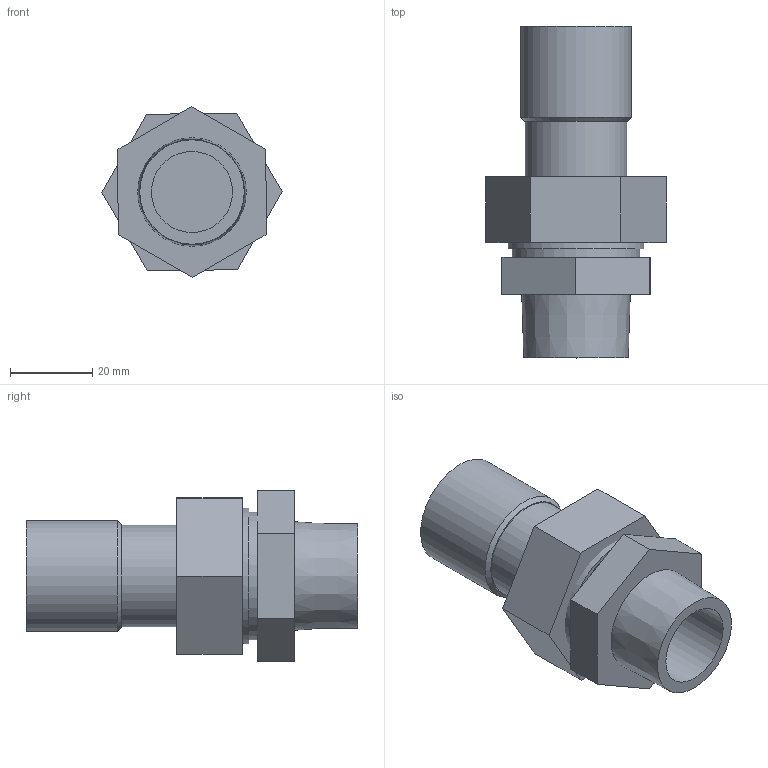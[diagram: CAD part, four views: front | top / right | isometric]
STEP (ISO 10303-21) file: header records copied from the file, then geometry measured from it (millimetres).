
FILE_DESCRIPTION(/* description */ ('Unknown'),/* implementation_level */ '2;1');
FILE_NAME(/* name */ 'F41R3-4DN22',/* time_stamp */ '2016-07-07T15:17:50+02:00',/* author */ ('Unknown'),/* organization */ ('Unknown'),/* preprocessor_version */ 'ST-DEVELOPER v16',/* originating_system */ 'DEX',/* authorisation */ $);
FILE_SCHEMA (('AUTOMOTIVE_DESIGN {1 0 10303 214 3 1 1}'));
Length unit declared in the file: millimetre
Products named in the file (4): F41R3-4DN22; TOPEUNIONDN22gen; TUERCA1_DN22gen; UNIONM3-4DN22gen
Assembly tree (3 placements, depth 2):
  F41R3-4DN22
    TOPEUNIONDN22gen
    TUERCA1_DN22gen
    UNIONM3-4DN22gen
Bounding box: 43.88 x 80.71 x 41.57 mm (x, y, z)
Volume: 33900.8 mm3; surface area: 20422.3 mm2
Topology: 3 solids, 3 shells, 39 faces, 77 edges, 52 vertices
Faces by surface type: plane 26, cylinder 9, cone 4
Full cylindrical faces by diameter (mm): 19.7 x1, 21.5 x1, 22 x1, 24.6 x1, 26.2 x1, 27 x1, 29.8 x1, 30.505 x1, 31 x1
Entity records: 1195 total; most frequent: DIRECTION 170, CARTESIAN_POINT 151, ORIENTED_EDGE 120, AXIS2_PLACEMENT_3D 67, EDGE_LOOP 64, FACE_BOUND 64, EDGE_CURVE 60, VERTEX_POINT 48
